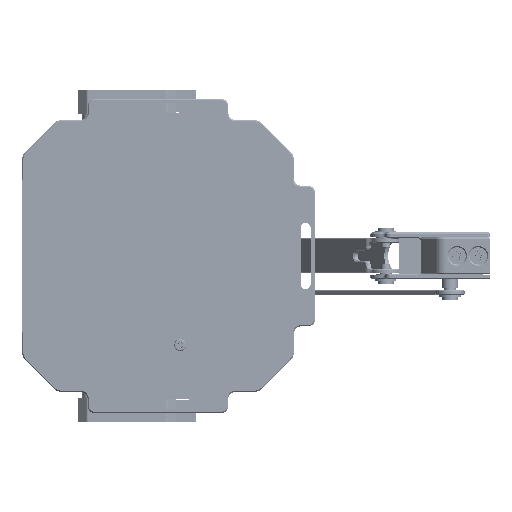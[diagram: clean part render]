
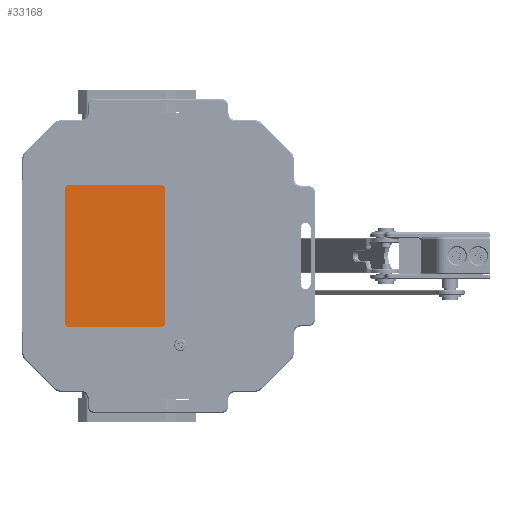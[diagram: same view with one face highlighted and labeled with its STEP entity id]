
A CAD part, front view. The second image highlights one B-rep face of the part: STEP entity #33168.
In plain terms, the highlighted face is planar.
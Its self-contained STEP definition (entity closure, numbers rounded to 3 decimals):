
#534 = EDGE_LOOP ( 'NONE', ( #44474, #82740, #59451, #104084, #9446, #69772, #41964, #49375 ) ) ;
#3592 = CARTESIAN_POINT ( 'NONE',  ( 38.1, 30.3, -0.1 ) ) ;
#4143 = CARTESIAN_POINT ( 'NONE',  ( -1.5, 28.8, -0.1 ) ) ;
#4839 = VERTEX_POINT ( 'NONE', #26061 ) ;
#9446 = ORIENTED_EDGE ( 'NONE', *, *, #74827, .T. ) ;
#12262 = VERTEX_POINT ( 'NONE', #45666 ) ;
#15358 = VERTEX_POINT ( 'NONE', #103500 ) ;
#17584 = DIRECTION ( 'NONE',  ( 0., 0., -1. ) ) ;
#18345 = EDGE_CURVE ( 'NONE', #15358, #84411, #40058, .T. ) ;
#19093 = VERTEX_POINT ( 'NONE', #97047 ) ;
#24497 = FACE_OUTER_BOUND ( 'NONE', #534, .T. ) ;
#24624 = CARTESIAN_POINT ( 'NONE',  ( 38.1, 28.8, -0.1 ) ) ;
#26061 = CARTESIAN_POINT ( 'NONE',  ( -1.5, -30.3, -0.1 ) ) ;
#26414 = CARTESIAN_POINT ( 'NONE',  ( 39.6, -28.8, -0.1 ) ) ;
#27646 = EDGE_CURVE ( 'NONE', #79230, #19093, #79600, .T. ) ;
#28772 = DIRECTION ( 'NONE',  ( 0., 1., 0. ) ) ;
#29974 = AXIS2_PLACEMENT_3D ( 'NONE', #66863, #17584, #75125 ) ;
#30836 = AXIS2_PLACEMENT_3D ( 'NONE', #46438, #105168, #62931 ) ;
#32795 = VECTOR ( 'NONE', #70894, 1000. ) ;
#33168 = ADVANCED_FACE ( 'NONE', ( #24497 ), #95759, .T. ) ;
#33367 = AXIS2_PLACEMENT_3D ( 'NONE', #24624, #98806, #82225 ) ;
#33874 = VERTEX_POINT ( 'NONE', #26414 ) ;
#36981 = CARTESIAN_POINT ( 'NONE',  ( 39.6, 30.3, -0.1 ) ) ;
#37384 = DIRECTION ( 'NONE',  ( 1., 0., 0. ) ) ;
#37595 = EDGE_CURVE ( 'NONE', #4839, #12262, #39201, .T. ) ;
#38480 = LINE ( 'NONE', #86736, #44894 ) ;
#39201 = CIRCLE ( 'NONE', #82227, 1.5 ) ;
#39635 = CARTESIAN_POINT ( 'NONE',  ( 38.1, -30.3, -0.1 ) ) ;
#40058 = CIRCLE ( 'NONE', #84407, 1.5 ) ;
#41964 = ORIENTED_EDGE ( 'NONE', *, *, #89357, .T. ) ;
#43103 = LINE ( 'NONE', #53974, #32795 ) ;
#44265 = DIRECTION ( 'NONE',  ( 0., 0., -1. ) ) ;
#44474 = ORIENTED_EDGE ( 'NONE', *, *, #44973, .T. ) ;
#44894 = VECTOR ( 'NONE', #28772, 1000. ) ;
#44973 = EDGE_CURVE ( 'NONE', #19093, #33874, #50993, .T. ) ;
#45666 = CARTESIAN_POINT ( 'NONE',  ( -3., -28.8, -0.1 ) ) ;
#46438 = CARTESIAN_POINT ( 'NONE',  ( 0., 0., -0.1 ) ) ;
#49375 = ORIENTED_EDGE ( 'NONE', *, *, #27646, .T. ) ;
#50993 = LINE ( 'NONE', #36981, #101246 ) ;
#53886 = VECTOR ( 'NONE', #73653, 1000. ) ;
#53974 = CARTESIAN_POINT ( 'NONE',  ( 39.6, 30.3, -0.1 ) ) ;
#54447 = EDGE_CURVE ( 'NONE', #33874, #70304, #58873, .T. ) ;
#58873 = CIRCLE ( 'NONE', #29974, 1.5 ) ;
#59451 = ORIENTED_EDGE ( 'NONE', *, *, #101004, .T. ) ;
#62931 = DIRECTION ( 'NONE',  ( -1., 0., 0. ) ) ;
#65415 = CARTESIAN_POINT ( 'NONE',  ( 39.6, -30.3, -0.1 ) ) ;
#66863 = CARTESIAN_POINT ( 'NONE',  ( 38.1, -28.8, -0.1 ) ) ;
#69772 = ORIENTED_EDGE ( 'NONE', *, *, #18345, .T. ) ;
#70304 = VERTEX_POINT ( 'NONE', #39635 ) ;
#70894 = DIRECTION ( 'NONE',  ( 1., 0., 0. ) ) ;
#71861 = LINE ( 'NONE', #65415, #53886 ) ;
#73653 = DIRECTION ( 'NONE',  ( -1., 0., 0. ) ) ;
#74827 = EDGE_CURVE ( 'NONE', #12262, #15358, #38480, .T. ) ;
#75125 = DIRECTION ( 'NONE',  ( 1., 0., 0. ) ) ;
#79130 = DIRECTION ( 'NONE',  ( 0., 0., -1. ) ) ;
#79230 = VERTEX_POINT ( 'NONE', #3592 ) ;
#79600 = CIRCLE ( 'NONE', #33367, 1.5 ) ;
#82225 = DIRECTION ( 'NONE',  ( 1., 0., 0. ) ) ;
#82227 = AXIS2_PLACEMENT_3D ( 'NONE', #86705, #79130, #37384 ) ;
#82740 = ORIENTED_EDGE ( 'NONE', *, *, #54447, .T. ) ;
#84407 = AXIS2_PLACEMENT_3D ( 'NONE', #4143, #44265, #93252 ) ;
#84411 = VERTEX_POINT ( 'NONE', #86250 ) ;
#86250 = CARTESIAN_POINT ( 'NONE',  ( -1.5, 30.3, -0.1 ) ) ;
#86705 = CARTESIAN_POINT ( 'NONE',  ( -1.5, -28.8, -0.1 ) ) ;
#86736 = CARTESIAN_POINT ( 'NONE',  ( -3., 30.3, -0.1 ) ) ;
#89357 = EDGE_CURVE ( 'NONE', #84411, #79230, #43103, .T. ) ;
#93252 = DIRECTION ( 'NONE',  ( 1., 0., 0. ) ) ;
#95759 = PLANE ( 'NONE',  #30836 ) ;
#96023 = DIRECTION ( 'NONE',  ( 0., -1., 0. ) ) ;
#97047 = CARTESIAN_POINT ( 'NONE',  ( 39.6, 28.8, -0.1 ) ) ;
#98806 = DIRECTION ( 'NONE',  ( 0., 0., -1. ) ) ;
#101004 = EDGE_CURVE ( 'NONE', #70304, #4839, #71861, .T. ) ;
#101246 = VECTOR ( 'NONE', #96023, 1000. ) ;
#103500 = CARTESIAN_POINT ( 'NONE',  ( -3., 28.8, -0.1 ) ) ;
#104084 = ORIENTED_EDGE ( 'NONE', *, *, #37595, .T. ) ;
#105168 = DIRECTION ( 'NONE',  ( 0., 0., -1. ) ) ;
